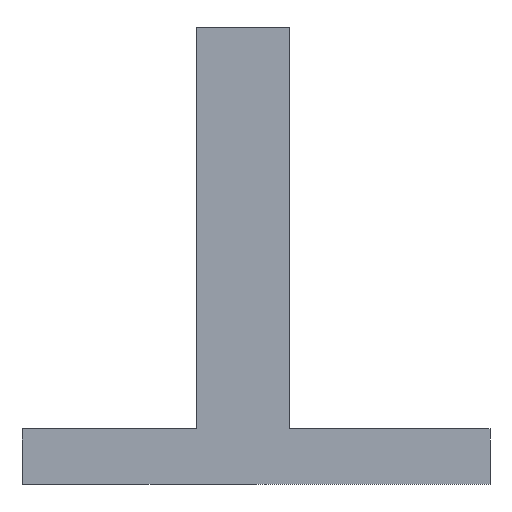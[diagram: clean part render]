
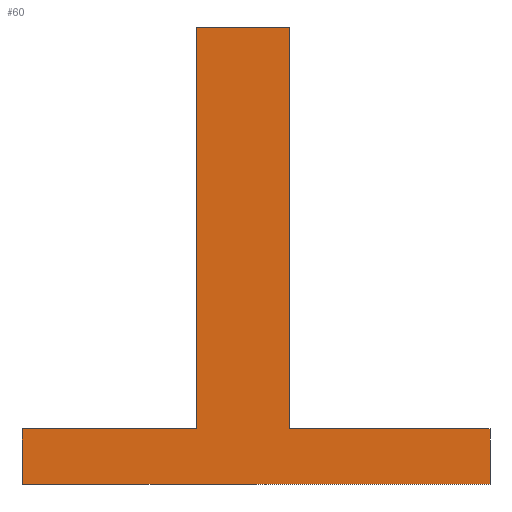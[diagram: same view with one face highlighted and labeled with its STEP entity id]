
A CAD part, front view. The second image highlights one B-rep face of the part: STEP entity #60.
In plain terms, the highlighted planar face has unit normal (0, -1, 0).
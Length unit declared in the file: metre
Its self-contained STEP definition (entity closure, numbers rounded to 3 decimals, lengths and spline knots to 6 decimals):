
#60=ADVANCED_FACE('0:50',(#81),#82,.T.);
#81=FACE_OUTER_BOUND('',#102,.T.);
#82=PLANE('',#103);
#102=EDGE_LOOP('',(#172,#173,#174,#175,#176,#177,#178,#179));
#103=AXIS2_PLACEMENT_3D('',#180,#181,#182);
#172=ORIENTED_EDGE('',*,*,#207,.T.);
#173=ORIENTED_EDGE('',*,*,#186,.T.);
#174=ORIENTED_EDGE('',*,*,#190,.T.);
#175=ORIENTED_EDGE('',*,*,#193,.T.);
#176=ORIENTED_EDGE('',*,*,#196,.T.);
#177=ORIENTED_EDGE('',*,*,#199,.F.);
#178=ORIENTED_EDGE('',*,*,#202,.F.);
#179=ORIENTED_EDGE('',*,*,#205,.F.);
#180=CARTESIAN_POINT('',(0.0865,-0.239,-0.011));
#181=DIRECTION('',(0.0,-1.0,0.0));
#182=DIRECTION('',(0.0,0.0,-1.0));
#186=EDGE_CURVE('0:59',#213,#211,#214,.T.);
#190=EDGE_CURVE('0:71',#211,#218,#220,.T.);
#193=EDGE_CURVE('0:80',#218,#223,#225,.T.);
#196=EDGE_CURVE('0:89',#223,#228,#230,.T.);
#199=EDGE_CURVE('0:98',#233,#228,#235,.T.);
#202=EDGE_CURVE('0:107',#238,#233,#240,.T.);
#205=EDGE_CURVE('0:116',#243,#238,#245,.T.);
#207=EDGE_CURVE('0:122',#243,#213,#247,.T.);
#211=VERTEX_POINT('',#252);
#213=VERTEX_POINT('',#255);
#214=LINE('',#256,#257);
#218=VERTEX_POINT('',#263);
#220=LINE('',#266,#267);
#223=VERTEX_POINT('',#271);
#225=LINE('',#274,#275);
#228=VERTEX_POINT('',#279);
#230=LINE('',#282,#283);
#233=VERTEX_POINT('',#287);
#235=LINE('',#290,#291);
#238=VERTEX_POINT('',#295);
#240=LINE('',#298,#299);
#243=VERTEX_POINT('',#303);
#245=LINE('',#306,#307);
#247=LINE('',#310,#311);
#252=CARTESIAN_POINT('',(0.5225,-0.239,0.041));
#255=CARTESIAN_POINT('',(0.5225,-0.239,0.06));
#256=CARTESIAN_POINT('',(0.5225,-0.239,0.06));
#257=VECTOR('',#314,1.0);
#263=CARTESIAN_POINT('',(0.6835,-0.239,0.041));
#266=CARTESIAN_POINT('',(0.5225,-0.239,0.041));
#267=VECTOR('',#318,1.0);
#271=CARTESIAN_POINT('',(0.6835,-0.239,0.06));
#274=CARTESIAN_POINT('',(0.6835,-0.239,0.041));
#275=VECTOR('',#321,1.0);
#279=CARTESIAN_POINT('',(0.6145,-0.239,0.06));
#282=CARTESIAN_POINT('',(0.6835,-0.239,0.06));
#283=VECTOR('',#324,1.0);
#287=CARTESIAN_POINT('',(0.6145,-0.239,0.198));
#290=CARTESIAN_POINT('',(0.6145,-0.239,0.198));
#291=VECTOR('',#327,1.0);
#295=CARTESIAN_POINT('',(0.5825,-0.239,0.198));
#298=CARTESIAN_POINT('',(0.5825,-0.239,0.198));
#299=VECTOR('',#330,1.0);
#303=CARTESIAN_POINT('',(0.5825,-0.239,0.06));
#306=CARTESIAN_POINT('',(0.5825,-0.239,0.06));
#307=VECTOR('',#333,1.0);
#310=CARTESIAN_POINT('',(0.5825,-0.239,0.06));
#311=VECTOR('',#335,1.0);
#314=DIRECTION('',(0.0,0.0,-1.0));
#318=DIRECTION('',(1.0,0.0,0.0));
#321=DIRECTION('',(0.0,0.0,1.0));
#324=DIRECTION('',(-1.0,0.0,0.0));
#327=DIRECTION('',(0.0,0.0,-1.0));
#330=DIRECTION('',(1.0,0.0,0.));
#333=DIRECTION('',(0.0,0.0,1.0));
#335=DIRECTION('',(-1.0,0.0,0.0));
